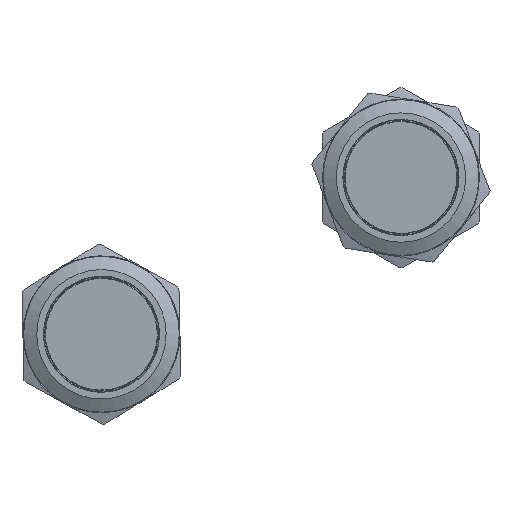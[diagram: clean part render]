
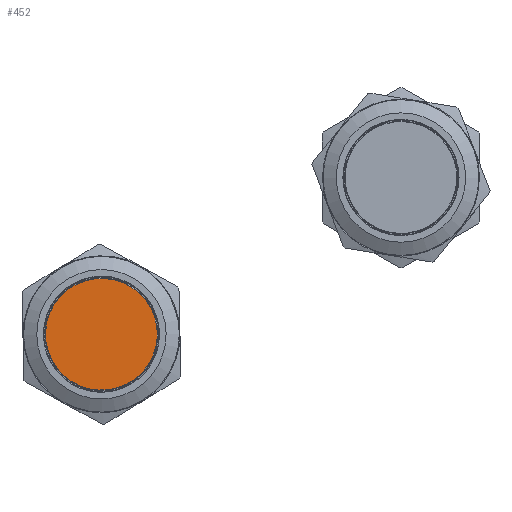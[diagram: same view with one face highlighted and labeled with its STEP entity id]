
A CAD part, top view. The second image highlights one B-rep face of the part: STEP entity #452.
In plain terms, the highlighted planar face has unit normal (0, 0, 1).
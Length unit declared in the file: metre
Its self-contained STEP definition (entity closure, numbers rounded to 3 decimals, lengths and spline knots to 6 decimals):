
#452 = ADVANCED_FACE( '', ( #1459 ), #1460, .F. );
#1459 = FACE_OUTER_BOUND( '', #4587, .T. );
#1460 = PLANE( '', #4588 );
#4587 = EDGE_LOOP( '', ( #8997 ) );
#4588 = AXIS2_PLACEMENT_3D( '', #8998, #8999, #9000 );
#8997 = ORIENTED_EDGE( '', *, *, #15702, .T. );
#8998 = CARTESIAN_POINT( '', ( 0., 0., 0.0012 ) );
#8999 = DIRECTION( '', ( 0., 0., -1. ) );
#9000 = DIRECTION( '', ( -1., 0., 0. ) );
#15702 = EDGE_CURVE( '', #17967, #17967, #17968, .F. );
#17967 = VERTEX_POINT( '', #22360 );
#17968 = CIRCLE( '', #22361, 0.0089 );
#22360 = CARTESIAN_POINT( '', ( -0.0089, 0., 0.0012 ) );
#22361 = AXIS2_PLACEMENT_3D( '', #29093, #29094, #29095 );
#29093 = CARTESIAN_POINT( '', ( 0., 0., 0.0012 ) );
#29094 = DIRECTION( '', ( 0., 0., -1. ) );
#29095 = DIRECTION( '', ( -1., 0., 0. ) );
